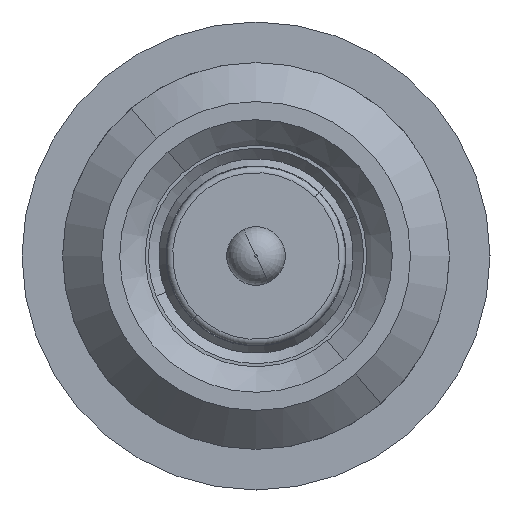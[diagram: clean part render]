
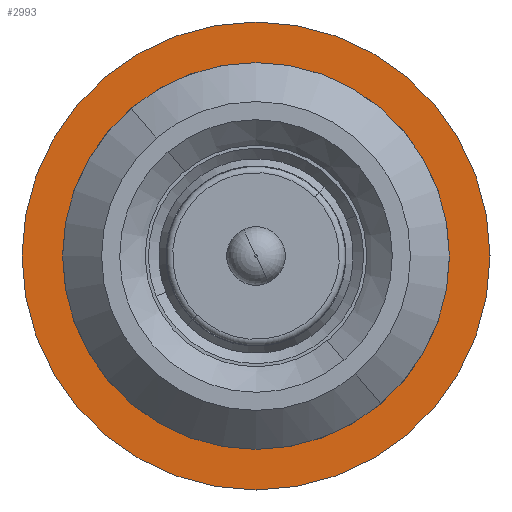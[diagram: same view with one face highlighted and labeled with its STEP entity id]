
A CAD part, front view. The second image highlights one B-rep face of the part: STEP entity #2993.
In plain terms, the highlighted planar face has unit normal (0, -1, 0).
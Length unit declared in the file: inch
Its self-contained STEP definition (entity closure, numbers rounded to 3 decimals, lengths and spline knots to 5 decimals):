
#78 = EDGE_LOOP ( 'NONE', ( #2891, #2881 ) ) ;
#186 = VERTEX_POINT ( 'NONE', #1261 ) ;
#655 = CARTESIAN_POINT ( 'NONE',  ( -0.375, -3.29647, 0. ) ) ;
#667 = FACE_BOUND ( 'NONE', #1988, .T. ) ;
#668 = FACE_OUTER_BOUND ( 'NONE', #78, .T. ) ;
#669 = PLANE ( 'NONE',  #1065 ) ;
#671 = DIRECTION ( 'NONE',  ( 0., -1., 0. ) ) ;
#672 = DIRECTION ( 'NONE',  ( 0., 0., -1. ) ) ;
#711 = VERTEX_POINT ( 'NONE', #1884 ) ;
#904 = CARTESIAN_POINT ( 'NONE',  ( 0., -3.29647, 0. ) ) ;
#905 = DIRECTION ( 'NONE',  ( 0., 1., 0. ) ) ;
#906 = DIRECTION ( 'NONE',  ( 0., 0., 1. ) ) ;
#1065 = AXIS2_PLACEMENT_3D ( 'NONE', #655, #671, #672 ) ;
#1116 = VERTEX_POINT ( 'NONE', #1943 ) ;
#1125 = VERTEX_POINT ( 'NONE', #1956 ) ;
#1261 = CARTESIAN_POINT ( 'NONE',  ( 0., -3.29647, -0.31 ) ) ;
#1437 = CIRCLE ( 'NONE', #1451, 0.375 ) ;
#1439 = CIRCLE ( 'NONE', #1445, 0.31 ) ;
#1445 = AXIS2_PLACEMENT_3D ( 'NONE', #1662, #1663, #1664 ) ;
#1451 = AXIS2_PLACEMENT_3D ( 'NONE', #1659, #1660, #1661 ) ;
#1591 = CIRCLE ( 'NONE', #1614, 0.375 ) ;
#1614 = AXIS2_PLACEMENT_3D ( 'NONE', #904, #905, #906 ) ;
#1659 = CARTESIAN_POINT ( 'NONE',  ( 0., -3.29647, 0. ) ) ;
#1660 = DIRECTION ( 'NONE',  ( 0., 1., 0. ) ) ;
#1661 = DIRECTION ( 'NONE',  ( 0., 0., 1. ) ) ;
#1662 = CARTESIAN_POINT ( 'NONE',  ( 0., -3.29647, 0. ) ) ;
#1663 = DIRECTION ( 'NONE',  ( 0., 1., 0. ) ) ;
#1664 = DIRECTION ( 'NONE',  ( 0., 0., 1. ) ) ;
#1743 = CARTESIAN_POINT ( 'NONE',  ( 0., -3.29647, 0. ) ) ;
#1744 = DIRECTION ( 'NONE',  ( 0., 1., 0. ) ) ;
#1745 = DIRECTION ( 'NONE',  ( 0., 0., 1. ) ) ;
#1884 = CARTESIAN_POINT ( 'NONE',  ( 0., -3.29647, 0.375 ) ) ;
#1943 = CARTESIAN_POINT ( 'NONE',  ( 0., -3.29647, 0.31 ) ) ;
#1956 = CARTESIAN_POINT ( 'NONE',  ( 0., -3.29647, -0.375 ) ) ;
#1988 = EDGE_LOOP ( 'NONE', ( #2925, #2920 ) ) ;
#2759 = AXIS2_PLACEMENT_3D ( 'NONE', #1743, #1744, #1745 ) ;
#2761 = CIRCLE ( 'NONE', #2759, 0.31 ) ;
#2881 = ORIENTED_EDGE ( 'NONE', *, *, #3292, .F. ) ;
#2891 = ORIENTED_EDGE ( 'NONE', *, *, #3269, .F. ) ;
#2920 = ORIENTED_EDGE ( 'NONE', *, *, #3319, .T. ) ;
#2925 = ORIENTED_EDGE ( 'NONE', *, *, #3293, .T. ) ;
#2993 = ADVANCED_FACE ( 'NONE', ( #667, #668 ), #669, .T. ) ;
#3269 = EDGE_CURVE ( 'NONE', #711, #1125, #1591, .T. ) ;
#3292 = EDGE_CURVE ( 'NONE', #1125, #711, #1437, .T. ) ;
#3293 = EDGE_CURVE ( 'NONE', #1116, #186, #1439, .T. ) ;
#3319 = EDGE_CURVE ( 'NONE', #186, #1116, #2761, .T. ) ;
